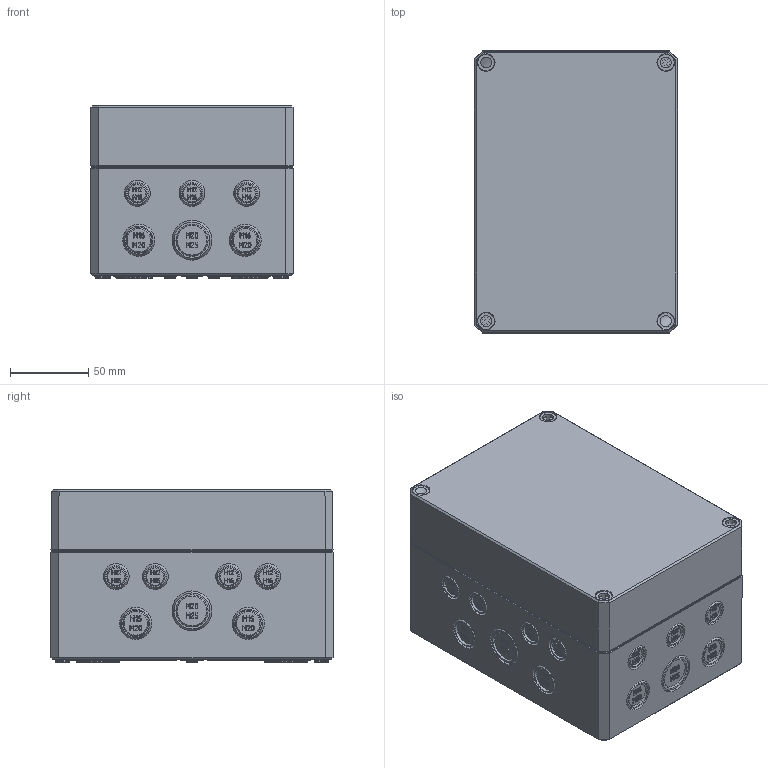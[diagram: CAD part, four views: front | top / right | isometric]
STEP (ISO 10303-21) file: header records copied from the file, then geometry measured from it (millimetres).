
FILE_DESCRIPTION(/* description */ (''),/* implementation_level */ '2;1');
FILE_NAME(/* name */ '0904108310 MBI 181311 MK.stp',/* time_stamp */ '2020-12-17T11:25:02+01:00',/* author */ ('alexander.rose'),/* organization */ (''),/* preprocessor_version */ 'ST-DEVELOPER v17.2',/* originating_system */ 'Autodesk Inventor 2019',/* authorisation */ '');
FILE_SCHEMA (('AUTOMOTIVE_DESIGN { 1 0 10303 214 3 1 1 }'));
Products named in the file (5): 0904108310 MBI 181311 H MK; 0902108392-UT_181372 - KO - Index03; 0903108311-OT_181339 Klar; Schraube _ M10 x 58 _ MBTK -; Dichtung_1813xx
Assembly tree (7 placements, depth 2):
  0904108310 MBI 181311 H MK
    0902108392-UT_181372 - KO - Index03
    0903108311-OT_181339 Klar
    Schraube _ M10 x 58 _ MBTK -  x4
    Dichtung_1813xx
Bounding box: 130 x 180.5 x 110.7 mm (x, y, z)
Volume: 395892.8 mm3; surface area: 265649.5 mm2
Topology: 7 solids, 7 shells, 5219 faces, 13638 edges, 8859 vertices
Faces by surface type: plane 2134, bspline 2039, cylinder 380, torus 342, cone 308, sphere 16
Full cylindrical faces by diameter (mm): 4.5 x4, 5 x4, 5.8 x8, 6 x1, 7 x4, 8.376 x4, 10 x1, 10.5 x4, 13.965 x2
Entity records: 160074 total; most frequent: CARTESIAN_POINT 51061, ORIENTED_EDGE 25786, DIRECTION 16584, EDGE_CURVE 12893, VERTEX_POINT 8370, LINE 6838, VECTOR 6838, EDGE_LOOP 5365
